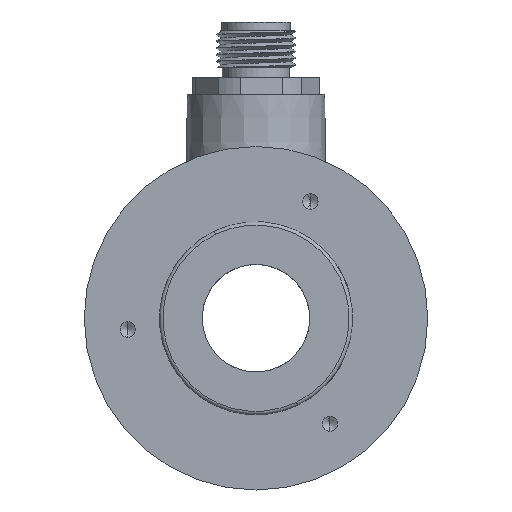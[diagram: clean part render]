
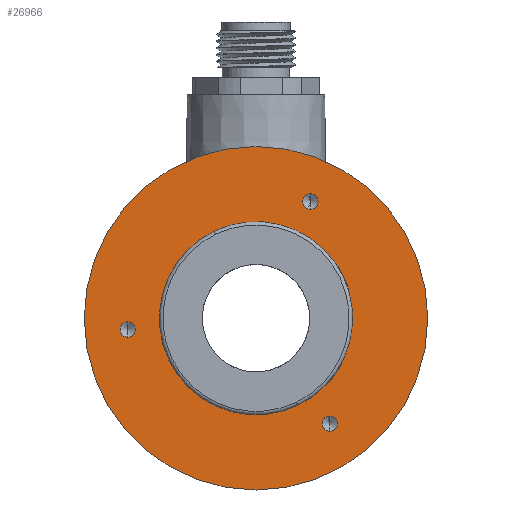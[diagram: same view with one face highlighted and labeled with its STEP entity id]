
A CAD part, front view. The second image highlights one B-rep face of the part: STEP entity #26966.
In plain terms, the highlighted planar face has unit normal (0, -1, 0).
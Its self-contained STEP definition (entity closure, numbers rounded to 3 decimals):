
#1233 = VERTEX_POINT ( 'NONE', #32444 ) ;
#1656 = EDGE_LOOP ( 'NONE', ( #5702, #31267 ) ) ;
#1914 = DIRECTION ( 'NONE',  ( 0., -1., 0. ) ) ;
#2088 = CIRCLE ( 'NONE', #39477, 25.4 ) ;
#2438 = CARTESIAN_POINT ( 'NONE',  ( 8.051, -2., 17.265 ) ) ;
#2494 = CARTESIAN_POINT ( 'NONE',  ( 10.927, -2., -15.605 ) ) ;
#2798 = DIRECTION ( 'NONE',  ( 0., -1., 0. ) ) ;
#3416 = VERTEX_POINT ( 'NONE', #39421 ) ;
#3445 = AXIS2_PLACEMENT_3D ( 'NONE', #22045, #31319, #22172 ) ;
#3618 = AXIS2_PLACEMENT_3D ( 'NONE', #2494, #11890, #11625 ) ;
#3622 = AXIS2_PLACEMENT_3D ( 'NONE', #8293, #24521, #15155 ) ;
#3919 = FACE_BOUND ( 'NONE', #23892, .T. ) ;
#4027 = DIRECTION ( 'NONE',  ( 0., 1., 0. ) ) ;
#4537 = EDGE_LOOP ( 'NONE', ( #12114, #39426 ) ) ;
#4608 = EDGE_CURVE ( 'NONE', #3416, #31881, #23832, .T. ) ;
#5584 = DIRECTION ( 'NONE',  ( 0., -1., 0. ) ) ;
#5702 = ORIENTED_EDGE ( 'NONE', *, *, #32929, .F. ) ;
#6158 = EDGE_CURVE ( 'NONE', #34686, #38897, #2088, .T. ) ;
#6662 = ORIENTED_EDGE ( 'NONE', *, *, #33530, .F. ) ;
#6779 = CARTESIAN_POINT ( 'NONE',  ( 0., -2., 0. ) ) ;
#6900 = DIRECTION ( 'NONE',  ( 0., 0., 1. ) ) ;
#7406 = CIRCLE ( 'NONE', #11045, 1.13 ) ;
#7743 = EDGE_CURVE ( 'NONE', #31881, #3416, #7982, .T. ) ;
#7904 = VERTEX_POINT ( 'NONE', #33718 ) ;
#7982 = CIRCLE ( 'NONE', #3622, 1.13 ) ;
#8293 = CARTESIAN_POINT ( 'NONE',  ( -18.978, -2., -1.66 ) ) ;
#8497 = CIRCLE ( 'NONE', #40749, 25.4 ) ;
#8507 = EDGE_CURVE ( 'NONE', #37212, #32577, #7406, .T. ) ;
#8595 = CARTESIAN_POINT ( 'NONE',  ( 0., -2., 0. ) ) ;
#8684 = EDGE_CURVE ( 'NONE', #25988, #7904, #32551, .T. ) ;
#8702 = VERTEX_POINT ( 'NONE', #28055 ) ;
#9680 = ORIENTED_EDGE ( 'NONE', *, *, #24941, .F. ) ;
#10794 = EDGE_LOOP ( 'NONE', ( #29062, #39680 ) ) ;
#11045 = AXIS2_PLACEMENT_3D ( 'NONE', #11145, #39792, #20863 ) ;
#11145 = CARTESIAN_POINT ( 'NONE',  ( 10.927, -2., -15.605 ) ) ;
#11426 = CIRCLE ( 'NONE', #3618, 1.13 ) ;
#11625 = DIRECTION ( 'NONE',  ( 0., 0., -1. ) ) ;
#11890 = DIRECTION ( 'NONE',  ( 0., -1., 0. ) ) ;
#12114 = ORIENTED_EDGE ( 'NONE', *, *, #4608, .F. ) ;
#12700 = CARTESIAN_POINT ( 'NONE',  ( 8.051, -2., 18.395 ) ) ;
#12772 = CIRCLE ( 'NONE', #12793, 13.01 ) ;
#12793 = AXIS2_PLACEMENT_3D ( 'NONE', #6779, #13154, #35164 ) ;
#12869 = PLANE ( 'NONE',  #3445 ) ;
#13154 = DIRECTION ( 'NONE',  ( 0., -1., 0. ) ) ;
#13175 = AXIS2_PLACEMENT_3D ( 'NONE', #22183, #2798, #40591 ) ;
#13816 = AXIS2_PLACEMENT_3D ( 'NONE', #30753, #37248, #34354 ) ;
#15155 = DIRECTION ( 'NONE',  ( 0., 0., -1. ) ) ;
#16128 = CIRCLE ( 'NONE', #23031, 1.13 ) ;
#16242 = FACE_BOUND ( 'NONE', #1656, .T. ) ;
#16372 = EDGE_LOOP ( 'NONE', ( #9680, #17011 ) ) ;
#16565 = EDGE_CURVE ( 'NONE', #8702, #1233, #23027, .T. ) ;
#17011 = ORIENTED_EDGE ( 'NONE', *, *, #8507, .F. ) ;
#18219 = FACE_BOUND ( 'NONE', #16372, .T. ) ;
#20863 = DIRECTION ( 'NONE',  ( 0., 0., -1. ) ) ;
#22045 = CARTESIAN_POINT ( 'NONE',  ( 0., -2., -5.115 ) ) ;
#22172 = DIRECTION ( 'NONE',  ( 0., 0., -1. ) ) ;
#22183 = CARTESIAN_POINT ( 'NONE',  ( 0., -2., 0. ) ) ;
#22326 = ORIENTED_EDGE ( 'NONE', *, *, #8684, .F. ) ;
#23027 = CIRCLE ( 'NONE', #13175, 13.01 ) ;
#23031 = AXIS2_PLACEMENT_3D ( 'NONE', #33295, #1914, #36190 ) ;
#23832 = CIRCLE ( 'NONE', #13816, 1.13 ) ;
#23892 = EDGE_LOOP ( 'NONE', ( #6662, #22326 ) ) ;
#23996 = CARTESIAN_POINT ( 'NONE',  ( 10.927, -2., -16.735 ) ) ;
#24521 = DIRECTION ( 'NONE',  ( 0., -1., 0. ) ) ;
#24594 = FACE_BOUND ( 'NONE', #4537, .T. ) ;
#24941 = EDGE_CURVE ( 'NONE', #32577, #37212, #11426, .T. ) ;
#25988 = VERTEX_POINT ( 'NONE', #12700 ) ;
#26032 = AXIS2_PLACEMENT_3D ( 'NONE', #2438, #5584, #40506 ) ;
#26966 = ADVANCED_FACE ( 'NONE', ( #3919, #18219, #24594, #16242, #40938 ), #12869, .T. ) ;
#27636 = CARTESIAN_POINT ( 'NONE',  ( 0., -2., -25.4 ) ) ;
#27848 = CARTESIAN_POINT ( 'NONE',  ( -18.978, -2., -0.53 ) ) ;
#28055 = CARTESIAN_POINT ( 'NONE',  ( 0., -2., 13.01 ) ) ;
#29062 = ORIENTED_EDGE ( 'NONE', *, *, #31099, .F. ) ;
#29551 = CARTESIAN_POINT ( 'NONE',  ( 10.927, -2., -14.475 ) ) ;
#30753 = CARTESIAN_POINT ( 'NONE',  ( -18.978, -2., -1.66 ) ) ;
#30779 = DIRECTION ( 'NONE',  ( 0., 1., 0. ) ) ;
#31099 = EDGE_CURVE ( 'NONE', #38897, #34686, #8497, .T. ) ;
#31267 = ORIENTED_EDGE ( 'NONE', *, *, #16565, .F. ) ;
#31319 = DIRECTION ( 'NONE',  ( 0., -1., 0. ) ) ;
#31881 = VERTEX_POINT ( 'NONE', #27848 ) ;
#32444 = CARTESIAN_POINT ( 'NONE',  ( 0., -2., -13.01 ) ) ;
#32551 = CIRCLE ( 'NONE', #26032, 1.13 ) ;
#32577 = VERTEX_POINT ( 'NONE', #23996 ) ;
#32929 = EDGE_CURVE ( 'NONE', #1233, #8702, #12772, .T. ) ;
#33295 = CARTESIAN_POINT ( 'NONE',  ( 8.051, -2., 17.265 ) ) ;
#33530 = EDGE_CURVE ( 'NONE', #7904, #25988, #16128, .T. ) ;
#33718 = CARTESIAN_POINT ( 'NONE',  ( 8.051, -2., 16.135 ) ) ;
#34065 = DIRECTION ( 'NONE',  ( 0., 0., 1. ) ) ;
#34354 = DIRECTION ( 'NONE',  ( 0., 0., -1. ) ) ;
#34686 = VERTEX_POINT ( 'NONE', #27636 ) ;
#35164 = DIRECTION ( 'NONE',  ( 0., 0., -1. ) ) ;
#35452 = CARTESIAN_POINT ( 'NONE',  ( 0., -2., 25.4 ) ) ;
#36190 = DIRECTION ( 'NONE',  ( 0., 0., -1. ) ) ;
#37212 = VERTEX_POINT ( 'NONE', #29551 ) ;
#37248 = DIRECTION ( 'NONE',  ( 0., -1., 0. ) ) ;
#38364 = CARTESIAN_POINT ( 'NONE',  ( 0., -2., 0. ) ) ;
#38897 = VERTEX_POINT ( 'NONE', #35452 ) ;
#39421 = CARTESIAN_POINT ( 'NONE',  ( -18.978, -2., -2.791 ) ) ;
#39426 = ORIENTED_EDGE ( 'NONE', *, *, #7743, .F. ) ;
#39477 = AXIS2_PLACEMENT_3D ( 'NONE', #38364, #4027, #6900 ) ;
#39680 = ORIENTED_EDGE ( 'NONE', *, *, #6158, .F. ) ;
#39792 = DIRECTION ( 'NONE',  ( 0., -1., 0. ) ) ;
#40506 = DIRECTION ( 'NONE',  ( 0., 0., -1. ) ) ;
#40591 = DIRECTION ( 'NONE',  ( 0., 0., -1. ) ) ;
#40749 = AXIS2_PLACEMENT_3D ( 'NONE', #8595, #30779, #34065 ) ;
#40938 = FACE_OUTER_BOUND ( 'NONE', #10794, .T. ) ;
